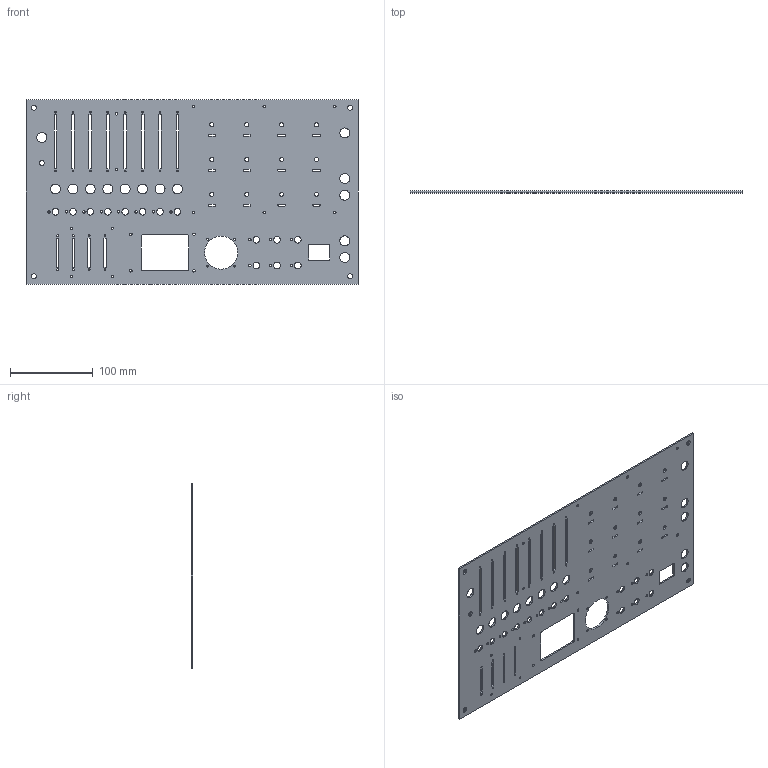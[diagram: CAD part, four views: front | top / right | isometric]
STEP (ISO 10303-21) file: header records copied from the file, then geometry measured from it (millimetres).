
FILE_DESCRIPTION (( 'STEP AP203' ), '1' );
FILE_NAME ('Top Part.STEP', '2021-05-01T14:49:54', ( '' ), ( '' ), 'SwSTEP 2.0', 'SolidWorks 2020', '' );
FILE_SCHEMA (( 'CONFIG_CONTROL_DESIGN' ));
Length unit declared in the file: millimetre
Products named in the file (1): Top Part
Bounding box: 400.05 x 2.03 x 222.25 mm (x, y, z)
Volume: 160908.3 mm3; surface area: 168546.4 mm2
Topology: 1 solids, 1 shells, 374 faces, 1116 edges, 744 vertices
Faces by surface type: cylinder 264, plane 110
Entity records: 13425 total; most frequent: DIRECTION 2394, CARTESIAN_POINT 2235, ORIENTED_EDGE 2232, EDGE_CURVE 1116, AXIS2_PLACEMENT_3D 903, VERTEX_POINT 744, EDGE_LOOP 634, LINE 588
